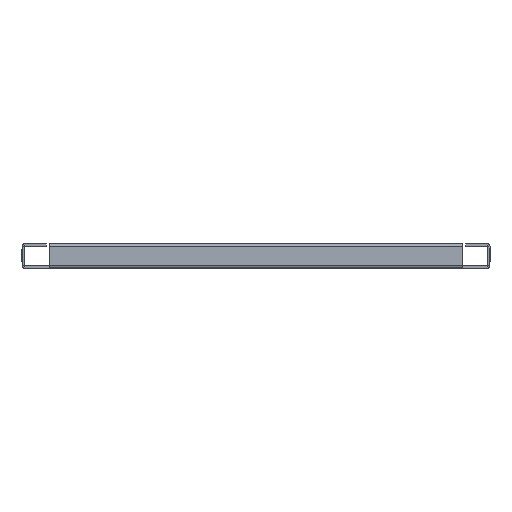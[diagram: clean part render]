
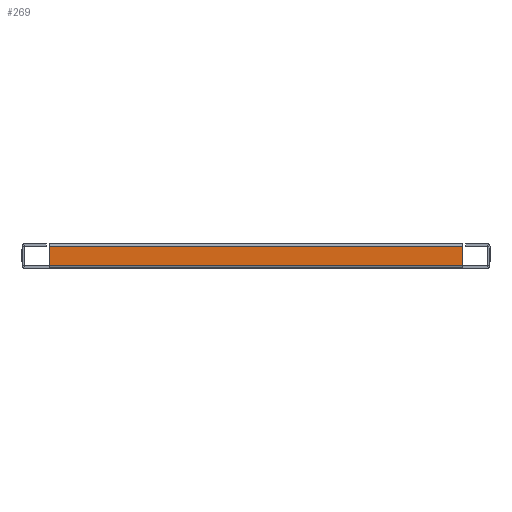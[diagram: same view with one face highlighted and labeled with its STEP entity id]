
A CAD part, left-side view. The second image highlights one B-rep face of the part: STEP entity #269.
In plain terms, the highlighted planar face has unit normal (-1, 0, 0).
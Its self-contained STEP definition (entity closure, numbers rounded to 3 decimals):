
#97 = DIRECTION ( 'NONE',  ( 0., 1., 0. ) ) ;
#98 = CARTESIAN_POINT ( 'NONE',  ( -541.51, 214.5, 2.51 ) ) ;
#100 = LINE ( 'NONE', #98, #1565 ) ;
#104 = DIRECTION ( 'NONE',  ( 0., 1., 0. ) ) ;
#105 = CARTESIAN_POINT ( 'NONE',  ( -541.51, -214.5, 22.49 ) ) ;
#106 = LINE ( 'NONE', #105, #1504 ) ;
#269 = ADVANCED_FACE ( 'NONE', ( #2173 ), #2147, .F. ) ;
#437 = CARTESIAN_POINT ( 'NONE',  ( -541.51, 214.5, 2.51 ) ) ;
#441 = CARTESIAN_POINT ( 'NONE',  ( -541.51, 214.5, 22.49 ) ) ;
#450 = CARTESIAN_POINT ( 'NONE',  ( -541.51, -214.5, 2.51 ) ) ;
#452 = CARTESIAN_POINT ( 'NONE',  ( -541.51, -214.5, 22.49 ) ) ;
#1403 = DIRECTION ( 'NONE',  ( 0., 0., -1. ) ) ;
#1405 = CARTESIAN_POINT ( 'NONE',  ( -541.51, 214.5, 2.5 ) ) ;
#1413 = LINE ( 'NONE', #1405, #3639 ) ;
#1504 = VECTOR ( 'NONE', #104, 1000. ) ;
#1565 = VECTOR ( 'NONE', #97, 1000. ) ;
#2086 = EDGE_CURVE ( 'NONE', #4618, #4615, #1413, .T. ) ;
#2125 = EDGE_CURVE ( 'NONE', #4629, #4618, #106, .T. ) ;
#2129 = EDGE_CURVE ( 'NONE', #4627, #4615, #100, .T. ) ;
#2147 = PLANE ( 'NONE',  #3721 ) ;
#2173 = FACE_OUTER_BOUND ( 'NONE', #2816, .T. ) ;
#2193 = CARTESIAN_POINT ( 'NONE',  ( -541.51, 214.5, 2.5 ) ) ;
#2195 = DIRECTION ( 'NONE',  ( 0., 0., -1. ) ) ;
#2208 = DIRECTION ( 'NONE',  ( 1., 0., 0. ) ) ;
#2367 = EDGE_CURVE ( 'NONE', #4627, #4629, #3988, .T. ) ;
#2732 = ORIENTED_EDGE ( 'NONE', *, *, #2086, .T. ) ;
#2753 = ORIENTED_EDGE ( 'NONE', *, *, #2129, .F. ) ;
#2816 = EDGE_LOOP ( 'NONE', ( #2927, #2732, #2753, #2928 ) ) ;
#2927 = ORIENTED_EDGE ( 'NONE', *, *, #2125, .T. ) ;
#2928 = ORIENTED_EDGE ( 'NONE', *, *, #2367, .T. ) ;
#3364 = VECTOR ( 'NONE', #3990, 1000. ) ;
#3639 = VECTOR ( 'NONE', #1403, 1000. ) ;
#3721 = AXIS2_PLACEMENT_3D ( 'NONE', #2193, #2208, #2195 ) ;
#3988 = LINE ( 'NONE', #3989, #3364 ) ;
#3989 = CARTESIAN_POINT ( 'NONE',  ( -541.51, -214.5, 2.5 ) ) ;
#3990 = DIRECTION ( 'NONE',  ( 0., 0., 1. ) ) ;
#4615 = VERTEX_POINT ( 'NONE', #437 ) ;
#4618 = VERTEX_POINT ( 'NONE', #441 ) ;
#4627 = VERTEX_POINT ( 'NONE', #450 ) ;
#4629 = VERTEX_POINT ( 'NONE', #452 ) ;
